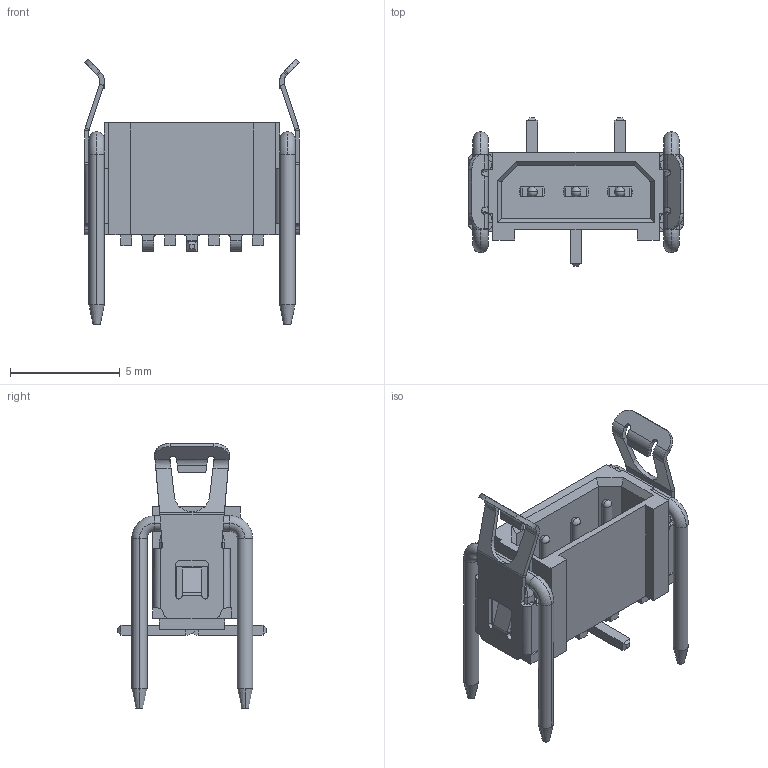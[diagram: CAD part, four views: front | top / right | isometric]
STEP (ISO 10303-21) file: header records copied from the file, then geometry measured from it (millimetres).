
FILE_DESCRIPTION (( 'STEP AP203' ), '1' );
FILE_NAME ('101TL03L.STEP', '2013-07-25T13:55:59', ( '' ), ( '' ), 'SwSTEP 2.0', 'SolidWorks 2012', '' );
FILE_SCHEMA (( 'CONFIG_CONTROL_DESIGN' ));
Length unit declared in the file: millimetre
Products named in the file (1): 101TL03L
Bounding box: 9.8 x 6.78 x 12.1 mm (x, y, z)
Volume: 140.7 mm3; surface area: 583.4 mm2
Topology: 8 solids, 8 shells, 661 faces, 1705 edges, 1052 vertices
Faces by surface type: plane 369, cylinder 188, bspline 58, cone 24, torus 16, sphere 6
Entity records: 21049 total; most frequent: CARTESIAN_POINT 5245, ORIENTED_EDGE 3386, DIRECTION 3116, EDGE_CURVE 1693, VECTOR 1106, LINE 1106, VERTEX_POINT 1046, AXIS2_PLACEMENT_3D 1005
